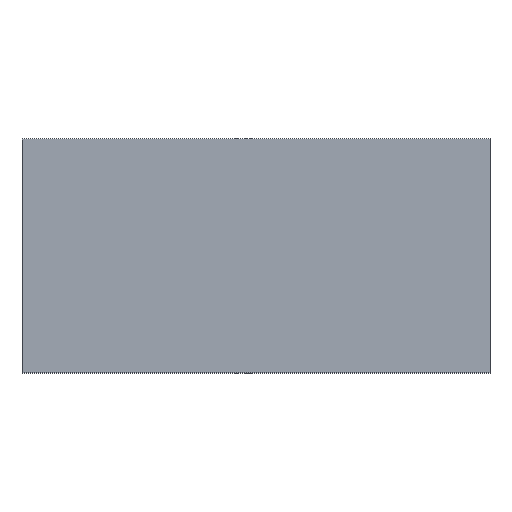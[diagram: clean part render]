
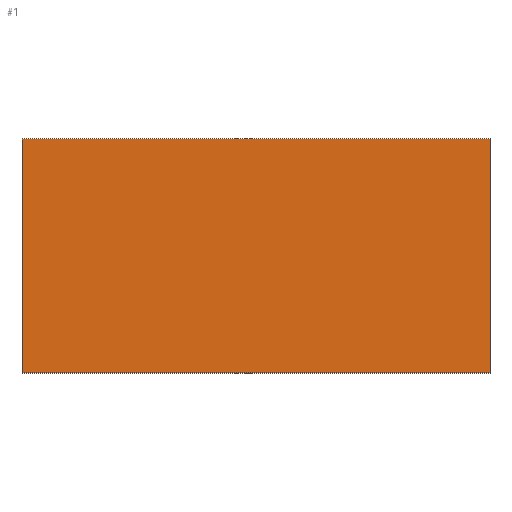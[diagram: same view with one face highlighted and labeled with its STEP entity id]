
A CAD part, top view. The second image highlights one B-rep face of the part: STEP entity #1.
In plain terms, the highlighted planar face has unit normal (0, 0, 1).
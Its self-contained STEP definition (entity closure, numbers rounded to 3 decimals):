
#1 = ADVANCED_FACE ( 'NONE', ( #143 ), #174, .T. ) ;
#2 = DIRECTION ( 'NONE',  ( 1., 0., 0. ) ) ;
#3 = CARTESIAN_POINT ( 'NONE',  ( -500., -250., 2.25 ) ) ;
#6 = AXIS2_PLACEMENT_3D ( 'NONE', #3, #92, #2 ) ;
#7 = DIRECTION ( 'NONE',  ( 0., 1., 0. ) ) ;
#11 = DIRECTION ( 'NONE',  ( 1., 0., 0. ) ) ;
#35 = EDGE_LOOP ( 'NONE', ( #181, #184, #70, #106 ) ) ;
#37 = VECTOR ( 'NONE', #115, 1000. ) ;
#53 = CARTESIAN_POINT ( 'NONE',  ( -500., -250., 2.25 ) ) ;
#54 = VERTEX_POINT ( 'NONE', #107 ) ;
#58 = CARTESIAN_POINT ( 'NONE',  ( -500., 250., 2.25 ) ) ;
#70 = ORIENTED_EDGE ( 'NONE', *, *, #116, .T. ) ;
#73 = CARTESIAN_POINT ( 'NONE',  ( 500., 250., 2.25 ) ) ;
#80 = LINE ( 'NONE', #53, #118 ) ;
#81 = CARTESIAN_POINT ( 'NONE',  ( -500., -250., 2.25 ) ) ;
#88 = LINE ( 'NONE', #73, #37 ) ;
#92 = DIRECTION ( 'NONE',  ( 0., 0., 1. ) ) ;
#96 = DIRECTION ( 'NONE',  ( 0., -1., 0. ) ) ;
#97 = CARTESIAN_POINT ( 'NONE',  ( 500., -250., 2.25 ) ) ;
#101 = LINE ( 'NONE', #97, #137 ) ;
#102 = VERTEX_POINT ( 'NONE', #58 ) ;
#105 = VECTOR ( 'NONE', #96, 1000. ) ;
#106 = ORIENTED_EDGE ( 'NONE', *, *, #160, .T. ) ;
#107 = CARTESIAN_POINT ( 'NONE',  ( 500., 250., 2.25 ) ) ;
#115 = DIRECTION ( 'NONE',  ( -1., 0., 0. ) ) ;
#116 = EDGE_CURVE ( 'NONE', #102, #154, #153, .T. ) ;
#118 = VECTOR ( 'NONE', #11, 1000. ) ;
#119 = VERTEX_POINT ( 'NONE', #188 ) ;
#137 = VECTOR ( 'NONE', #7, 1000. ) ;
#143 = FACE_OUTER_BOUND ( 'NONE', #35, .T. ) ;
#147 = EDGE_CURVE ( 'NONE', #119, #54, #101, .T. ) ;
#153 = LINE ( 'NONE', #176, #105 ) ;
#154 = VERTEX_POINT ( 'NONE', #81 ) ;
#160 = EDGE_CURVE ( 'NONE', #154, #119, #80, .T. ) ;
#173 = EDGE_CURVE ( 'NONE', #54, #102, #88, .T. ) ;
#174 = PLANE ( 'NONE',  #6 ) ;
#176 = CARTESIAN_POINT ( 'NONE',  ( -500., 250., 2.25 ) ) ;
#181 = ORIENTED_EDGE ( 'NONE', *, *, #147, .T. ) ;
#184 = ORIENTED_EDGE ( 'NONE', *, *, #173, .T. ) ;
#188 = CARTESIAN_POINT ( 'NONE',  ( 500., -250., 2.25 ) ) ;
